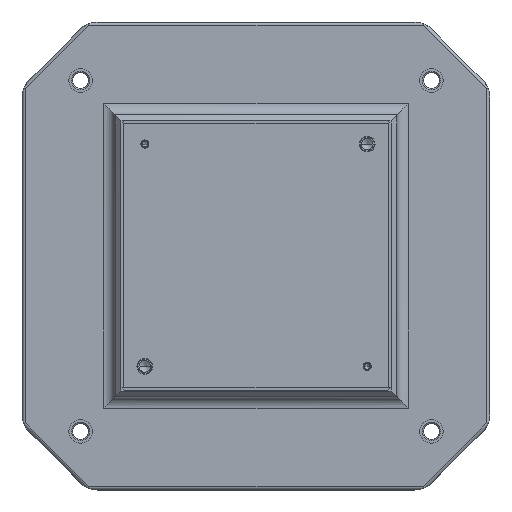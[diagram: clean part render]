
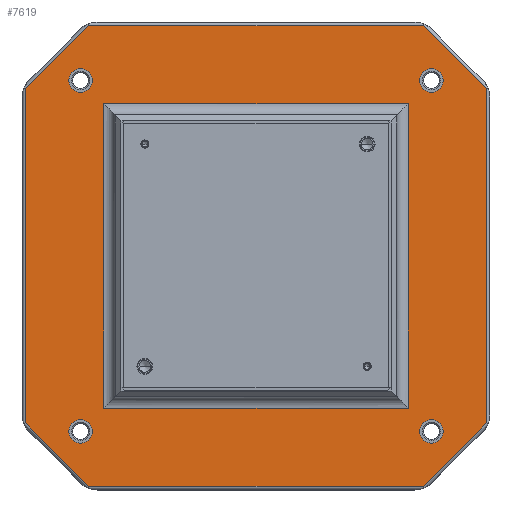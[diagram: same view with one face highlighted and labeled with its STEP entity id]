
A CAD part, top view. The second image highlights one B-rep face of the part: STEP entity #7619.
In plain terms, the highlighted planar face has unit normal (0, 0, 1).
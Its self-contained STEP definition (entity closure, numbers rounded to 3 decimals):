
#3439=VERTEX_POINT('',#9917);
#3483=EDGE_CURVE('',#5423,#5707,#9965,.T.);
#3535=VERTEX_POINT('',#10021);
#3823=EDGE_CURVE('',#8079,#6669,#10342,.T.);
#4387=EDGE_CURVE('',#6947,#9393,#10973,.T.);
#4739=EDGE_CURVE('',#6491,#5707,#11359,.T.);
#5219=EDGE_CURVE('',#3439,#9045,#11905,.T.);
#5253=EDGE_CURVE('',#7651,#3535,#11941,.T.);
#5301=VERTEX_POINT('',#11994);
#5423=VERTEX_POINT('',#12122);
#5707=VERTEX_POINT('',#12443);
#5753=VERTEX_POINT('',#12492);
#5891=VERTEX_POINT('',#12647);
#5939=EDGE_CURVE('',#8757,#6015,#12700,.T.);
#5975=EDGE_CURVE('',#6947,#6553,#12738,.T.);
#6015=VERTEX_POINT('',#12782);
#6087=VERTEX_POINT('',#12861);
#6145=EDGE_CURVE('',#3535,#7651,#12927,.T.);
#6283=EDGE_CURVE('',#6087,#5753,#13081,.T.);
#6385=EDGE_CURVE('',#9393,#5301,#13191,.T.);
#6491=VERTEX_POINT('',#13318);
#6493=EDGE_CURVE('',#5753,#9045,#13320,.T.);
#6519=EDGE_CURVE('',#8411,#9169,#13347,.T.);
#6553=VERTEX_POINT('',#13382);
#6669=VERTEX_POINT('',#13509);
#6839=EDGE_CURVE('',#6553,#6087,#13704,.T.);
#6947=VERTEX_POINT('',#13824);
#7533=EDGE_CURVE('',#6669,#8079,#14480,.T.);
#7619=ADVANCED_FACE('',(#14571,#14572,#14573,#14574,#14575,#14576),#14577,.F.);
#7651=VERTEX_POINT('',#14612);
#8079=VERTEX_POINT('',#15087);
#8411=VERTEX_POINT('',#15448);
#8503=EDGE_CURVE('',#9169,#8411,#15548,.T.);
#8757=VERTEX_POINT('',#15821);
#9045=VERTEX_POINT('',#16134);
#9091=EDGE_CURVE('',#5301,#3439,#16185,.T.);
#9169=VERTEX_POINT('',#16268);
#9279=EDGE_CURVE('',#5891,#5423,#16391,.T.);
#9393=VERTEX_POINT('',#16522);
#9605=EDGE_CURVE('',#6015,#8757,#16760,.T.);
#9665=EDGE_CURVE('',#5891,#6491,#16827,.T.);
#9917=CARTESIAN_POINT('',(197.0,-142.757,35.));
#9965=LINE('',#17229,#17230);
#10021=CARTESIAN_POINT('',(140.0,150.0,35.0));
#10342=CIRCLE('',#17725,10.0);
#10973=LINE('',#18536,#18537);
#11359=LINE('',#19051,#19052);
#11905=LINE('',#19739,#19740);
#11941=CIRCLE('',#19784,10.0);
#11994=CARTESIAN_POINT('',(197.0,142.757,35.0));
#12122=CARTESIAN_POINT('',(-130.,130.,35.));
#12443=CARTESIAN_POINT('',(130.,130.,35.));
#12492=CARTESIAN_POINT('',(-142.757,-197.0,35.0));
#12647=CARTESIAN_POINT('',(-130.,-130.,35.));
#12700=CIRCLE('',#20776,10.0);
#12738=LINE('',#20829,#20830);
#12782=CARTESIAN_POINT('',(140.0,-150.0,35.0));
#12861=CARTESIAN_POINT('',(-197.0,-142.757,35.0));
#12927=CIRCLE('',#21073,10.0);
#13081=LINE('',#21284,#21285);
#13191=LINE('',#21426,#21427);
#13318=CARTESIAN_POINT('',(130.,-130.0,35.0));
#13320=LINE('',#21588,#21589);
#13347=CIRCLE('',#21626,10.0);
#13382=CARTESIAN_POINT('',(-197.0,142.757,35.));
#13509=CARTESIAN_POINT('',(-140.0,150.0,35.0));
#13704=LINE('',#22089,#22090);
#13824=CARTESIAN_POINT('',(-142.757,197.0,35.0));
#14480=CIRCLE('',#23079,10.0);
#14571=FACE_BOUND('',#23200,.T.);
#14572=FACE_BOUND('',#23201,.T.);
#14573=FACE_BOUND('',#23202,.T.);
#14574=FACE_BOUND('',#23203,.T.);
#14575=FACE_BOUND('',#23204,.T.);
#14576=FACE_OUTER_BOUND('',#23205,.T.);
#14577=PLANE('',#23206);
#14612=CARTESIAN_POINT('',(160.0,150.0,35.0));
#15087=CARTESIAN_POINT('',(-160.0,150.0,35.0));
#15448=CARTESIAN_POINT('',(-160.0,-150.0,35.0));
#15548=CIRCLE('',#24476,10.0);
#15821=CARTESIAN_POINT('',(160.0,-150.0,35.0));
#16134=CARTESIAN_POINT('',(142.757,-197.0,35.0));
#16185=LINE('',#25337,#25338);
#16268=CARTESIAN_POINT('',(-140.0,-150.0,35.0));
#16391=LINE('',#25602,#25603);
#16522=CARTESIAN_POINT('',(142.757,197.0,35.));
#16760=CIRCLE('',#26085,10.0);
#16827=LINE('',#26170,#26171);
#17229=CARTESIAN_POINT('',(-200.0,130.,35.));
#17230=VECTOR('',#26537,1.0);
#17725=AXIS2_PLACEMENT_3D('',#27024,#27025,#27026);
#18536=CARTESIAN_POINT('',(-200.0,197.0,35.0));
#18537=VECTOR('',#27929,1.0);
#19051=CARTESIAN_POINT('',(130.0,-200.0,35.));
#19052=VECTOR('',#28468,1.0);
#19739=CARTESIAN_POINT('',(-2.121,-341.879,35.));
#19740=VECTOR('',#29301,1.0);
#19784=AXIS2_PLACEMENT_3D('',#29336,#29337,#29338);
#20776=AXIS2_PLACEMENT_3D('',#30323,#30324,#30325);
#20829=CARTESIAN_POINT('',(-341.879,-2.121,35.));
#20830=VECTOR('',#30365,1.0);
#21073=AXIS2_PLACEMENT_3D('',#30615,#30616,#30617);
#21284=CARTESIAN_POINT('',(2.121,-341.879,35.));
#21285=VECTOR('',#30830,1.0);
#21426=CARTESIAN_POINT('',(341.879,-2.121,35.));
#21427=VECTOR('',#30962,1.0);
#21588=CARTESIAN_POINT('',(-200.0,-197.0,35.0));
#21589=VECTOR('',#31195,1.0);
#21626=AXIS2_PLACEMENT_3D('',#31227,#31228,#31229);
#22089=CARTESIAN_POINT('',(-197.0,-200.0,35.0));
#22090=VECTOR('',#31725,1.0);
#23079=AXIS2_PLACEMENT_3D('',#32816,#32817,#32818);
#23200=EDGE_LOOP('',(#32908,#32909));
#23201=EDGE_LOOP('',(#32910,#32911));
#23202=EDGE_LOOP('',(#32912,#32913));
#23203=EDGE_LOOP('',(#32914,#32915));
#23204=EDGE_LOOP('',(#32916,#32917,#32918,#32919));
#23205=EDGE_LOOP('',(#32920,#32921,#32922,#32923,#32924,#32925,#32926,#32927));
#23206=AXIS2_PLACEMENT_3D('',#32928,#32929,#32930);
#24476=AXIS2_PLACEMENT_3D('',#34205,#34206,#34207);
#25337=CARTESIAN_POINT('',(197.0,-200.0,35.0));
#25338=VECTOR('',#34993,1.0);
#25602=CARTESIAN_POINT('',(-130.,-200.0,35.));
#25603=VECTOR('',#35250,1.0);
#26085=AXIS2_PLACEMENT_3D('',#35758,#35759,#35760);
#26170=CARTESIAN_POINT('',(-200.0,-130.0,35.0));
#26171=VECTOR('',#35857,1.0);
#26537=DIRECTION('',(1.0,0.0,0.0));
#27024=CARTESIAN_POINT('',(-150.0,150.0,35.0));
#27025=DIRECTION('',(0.0,0.,-1.0));
#27026=DIRECTION('',(1.0,0.0,0.0));
#27929=DIRECTION('',(1.0,0.0,0.0));
#28468=DIRECTION('',(0.0,1.0,0.0));
#29301=DIRECTION('',(-0.707,-0.707,0.0));
#29336=CARTESIAN_POINT('',(150.0,150.0,35.0));
#29337=DIRECTION('',(0.0,0.,-1.0));
#29338=DIRECTION('',(1.0,0.0,0.0));
#30323=CARTESIAN_POINT('',(150.0,-150.0,35.0));
#30324=DIRECTION('',(0.0,0.,-1.0));
#30325=DIRECTION('',(1.0,0.0,0.0));
#30365=DIRECTION('',(-0.707,-0.707,0.0));
#30615=CARTESIAN_POINT('',(150.0,150.0,35.0));
#30616=DIRECTION('',(0.0,0.,-1.0));
#30617=DIRECTION('',(1.0,0.0,0.0));
#30830=DIRECTION('',(0.707,-0.707,0.0));
#30962=DIRECTION('',(0.707,-0.707,0.));
#31195=DIRECTION('',(1.0,0.0,0.0));
#31227=CARTESIAN_POINT('',(-150.0,-150.0,35.0));
#31228=DIRECTION('',(0.0,0.,-1.0));
#31229=DIRECTION('',(1.0,0.0,0.0));
#31725=DIRECTION('',(0.0,-1.0,0.0));
#32816=CARTESIAN_POINT('',(-150.0,150.0,35.0));
#32817=DIRECTION('',(0.0,0.,-1.0));
#32818=DIRECTION('',(1.0,0.0,0.0));
#32908=ORIENTED_EDGE('',*,*,#8503,.T.);
#32909=ORIENTED_EDGE('',*,*,#6519,.T.);
#32910=ORIENTED_EDGE('',*,*,#5939,.T.);
#32911=ORIENTED_EDGE('',*,*,#9605,.T.);
#32912=ORIENTED_EDGE('',*,*,#5253,.T.);
#32913=ORIENTED_EDGE('',*,*,#6145,.T.);
#32914=ORIENTED_EDGE('',*,*,#7533,.T.);
#32915=ORIENTED_EDGE('',*,*,#3823,.T.);
#32916=ORIENTED_EDGE('',*,*,#3483,.T.);
#32917=ORIENTED_EDGE('',*,*,#4739,.F.);
#32918=ORIENTED_EDGE('',*,*,#9665,.F.);
#32919=ORIENTED_EDGE('',*,*,#9279,.T.);
#32920=ORIENTED_EDGE('',*,*,#6283,.T.);
#32921=ORIENTED_EDGE('',*,*,#6493,.T.);
#32922=ORIENTED_EDGE('',*,*,#5219,.F.);
#32923=ORIENTED_EDGE('',*,*,#9091,.F.);
#32924=ORIENTED_EDGE('',*,*,#6385,.F.);
#32925=ORIENTED_EDGE('',*,*,#4387,.F.);
#32926=ORIENTED_EDGE('',*,*,#5975,.T.);
#32927=ORIENTED_EDGE('',*,*,#6839,.T.);
#32928=CARTESIAN_POINT('',(-200.0,197.0,35.0));
#32929=DIRECTION('',(0.0,0.,-1.0));
#32930=DIRECTION('',(-1.0,0.0,0.0));
#34205=CARTESIAN_POINT('',(-150.0,-150.0,35.0));
#34206=DIRECTION('',(0.0,0.,-1.0));
#34207=DIRECTION('',(1.0,0.0,0.0));
#34993=DIRECTION('',(0.0,-1.0,0.0));
#35250=DIRECTION('',(0.0,1.0,0.0));
#35758=CARTESIAN_POINT('',(150.0,-150.0,35.0));
#35759=DIRECTION('',(0.0,0.,-1.0));
#35760=DIRECTION('',(1.0,0.0,0.0));
#35857=DIRECTION('',(1.0,0.0,0.0));
